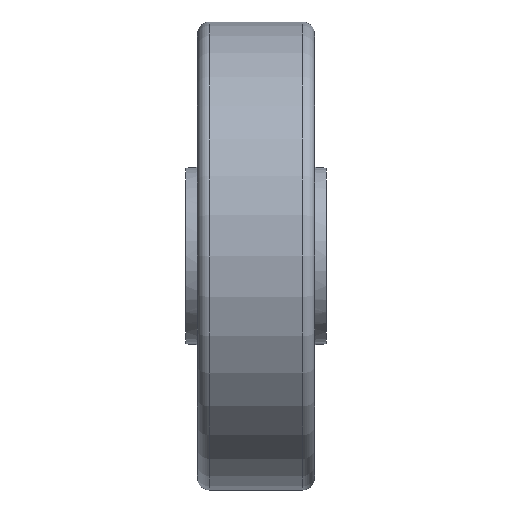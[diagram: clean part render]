
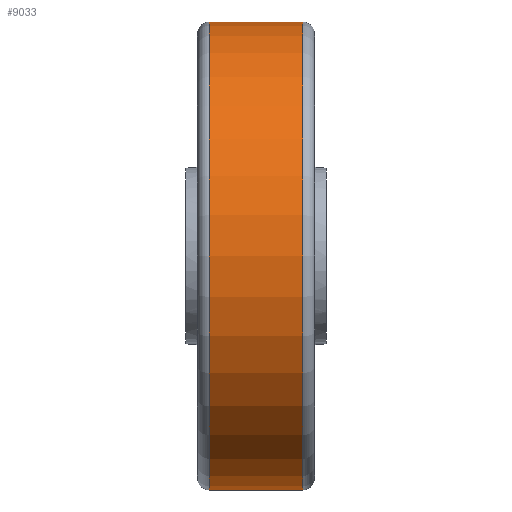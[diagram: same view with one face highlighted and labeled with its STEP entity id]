
A CAD part, front view. The second image highlights one B-rep face of the part: STEP entity #9033.
In plain terms, the highlighted cylindrical face has radius 100 mm (diameter 200 mm), a partial arc.
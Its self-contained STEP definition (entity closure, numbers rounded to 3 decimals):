
#660 = DIRECTION ( 'NONE',  ( -1., 0., 0. ) ) ;
#831 = EDGE_LOOP ( 'NONE', ( #13200, #7405, #7408, #10688 ) ) ;
#1266 = DIRECTION ( 'NONE',  ( 0., 0., 1. ) ) ;
#1781 = DIRECTION ( 'NONE',  ( 1., 0., 0. ) ) ;
#2652 = CARTESIAN_POINT ( 'NONE',  ( 20., 0., 100. ) ) ;
#2846 = CARTESIAN_POINT ( 'NONE',  ( -20., 0., 0. ) ) ;
#3204 = VECTOR ( 'NONE', #6874, 1000. ) ;
#4113 = EDGE_CURVE ( 'NONE', #16254, #7424, #16355, .T. ) ;
#4943 = CYLINDRICAL_SURFACE ( 'NONE', #13885, 100. ) ;
#5226 = CARTESIAN_POINT ( 'NONE',  ( 20., 0., -100. ) ) ;
#5253 = EDGE_CURVE ( 'NONE', #6264, #16254, #13243, .T. ) ;
#5538 = AXIS2_PLACEMENT_3D ( 'NONE', #7308, #16003, #1266 ) ;
#5585 = VERTEX_POINT ( 'NONE', #5226 ) ;
#6264 = VERTEX_POINT ( 'NONE', #2652 ) ;
#6872 = DIRECTION ( 'NONE',  ( 0., 0., -1. ) ) ;
#6874 = DIRECTION ( 'NONE',  ( -1., 0., 0. ) ) ;
#6947 = DIRECTION ( 'NONE',  ( 0., 0., 1. ) ) ;
#7308 = CARTESIAN_POINT ( 'NONE',  ( 20., 0., 0. ) ) ;
#7405 = ORIENTED_EDGE ( 'NONE', *, *, #15729, .T. ) ;
#7408 = ORIENTED_EDGE ( 'NONE', *, *, #5253, .T. ) ;
#7424 = VERTEX_POINT ( 'NONE', #13952 ) ;
#8559 = LINE ( 'NONE', #11095, #14349 ) ;
#9033 = ADVANCED_FACE ( 'NONE', ( #12375 ), #4943, .T. ) ;
#10341 = CARTESIAN_POINT ( 'NONE',  ( -32.872, 0., 0. ) ) ;
#10688 = ORIENTED_EDGE ( 'NONE', *, *, #4113, .T. ) ;
#11095 = CARTESIAN_POINT ( 'NONE',  ( -32.872, 0., -100. ) ) ;
#12007 = DIRECTION ( 'NONE',  ( -1., 0., 0. ) ) ;
#12375 = FACE_OUTER_BOUND ( 'NONE', #831, .T. ) ;
#12575 = EDGE_CURVE ( 'NONE', #5585, #7424, #8559, .T. ) ;
#12662 = AXIS2_PLACEMENT_3D ( 'NONE', #2846, #1781, #6872 ) ;
#13200 = ORIENTED_EDGE ( 'NONE', *, *, #12575, .F. ) ;
#13243 = LINE ( 'NONE', #15888, #3204 ) ;
#13885 = AXIS2_PLACEMENT_3D ( 'NONE', #10341, #12007, #6947 ) ;
#13952 = CARTESIAN_POINT ( 'NONE',  ( -20., 0., -100. ) ) ;
#14349 = VECTOR ( 'NONE', #660, 1000. ) ;
#14654 = CARTESIAN_POINT ( 'NONE',  ( -20., 0., 100. ) ) ;
#15556 = CIRCLE ( 'NONE', #5538, 100. ) ;
#15729 = EDGE_CURVE ( 'NONE', #5585, #6264, #15556, .T. ) ;
#15888 = CARTESIAN_POINT ( 'NONE',  ( -32.872, 0., 100. ) ) ;
#16003 = DIRECTION ( 'NONE',  ( -1., 0., 0. ) ) ;
#16254 = VERTEX_POINT ( 'NONE', #14654 ) ;
#16355 = CIRCLE ( 'NONE', #12662, 100. ) ;
